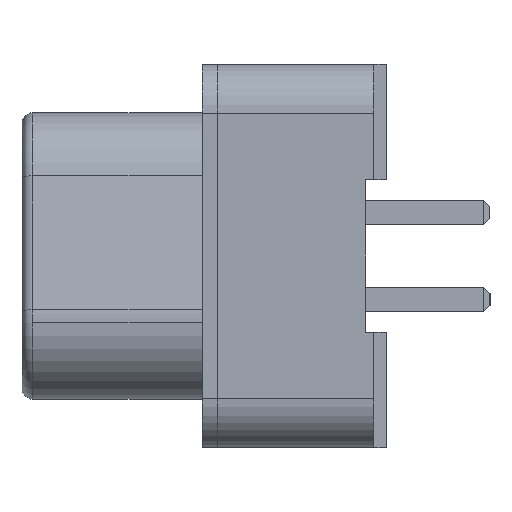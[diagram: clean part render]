
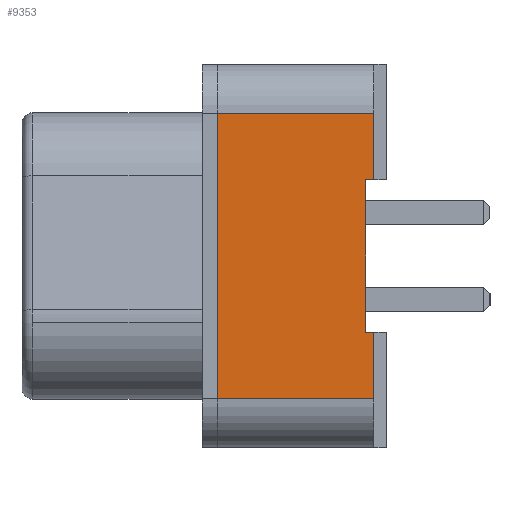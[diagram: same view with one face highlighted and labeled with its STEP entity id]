
A CAD part, left-side view. The second image highlights one B-rep face of the part: STEP entity #9353.
In plain terms, the highlighted planar face has unit normal (-1, 0, 0).
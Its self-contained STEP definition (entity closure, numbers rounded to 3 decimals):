
#167 = DIRECTION ( 'NONE',  ( 0., 0., -1. ) ) ;
#238 = CARTESIAN_POINT ( 'NONE',  ( -19.62, 0.67, 2.5 ) ) ;
#286 = ORIENTED_EDGE ( 'NONE', *, *, #1359, .F. ) ;
#305 = CARTESIAN_POINT ( 'NONE',  ( -19.62, 0.4, 6.275 ) ) ;
#434 = FACE_OUTER_BOUND ( 'NONE', #2435, .T. ) ;
#536 = EDGE_CURVE ( 'NONE', #2961, #8320, #1941, .T. ) ;
#550 = DIRECTION ( 'NONE',  ( 0., 0., -1. ) ) ;
#649 = CARTESIAN_POINT ( 'NONE',  ( -19.62, 0.4, 4.675 ) ) ;
#659 = EDGE_CURVE ( 'NONE', #9748, #5261, #5921, .T. ) ;
#772 = ORIENTED_EDGE ( 'NONE', *, *, #659, .F. ) ;
#914 = DIRECTION ( 'NONE',  ( 0., 1., 0. ) ) ;
#926 = VECTOR ( 'NONE', #167, 1000. ) ;
#1047 = VECTOR ( 'NONE', #914, 1000. ) ;
#1359 = EDGE_CURVE ( 'NONE', #5261, #8320, #5605, .T. ) ;
#1538 = CARTESIAN_POINT ( 'NONE',  ( -19.62, 0.4, 6.275 ) ) ;
#1658 = EDGE_CURVE ( 'NONE', #9748, #4831, #3630, .T. ) ;
#1776 = CARTESIAN_POINT ( 'NONE',  ( -19.62, 0.67, -2.5 ) ) ;
#1941 = LINE ( 'NONE', #8989, #3847 ) ;
#2165 = CARTESIAN_POINT ( 'NONE',  ( -19.62, 0.4, -2.5 ) ) ;
#2388 = EDGE_CURVE ( 'NONE', #6532, #2961, #10538, .T. ) ;
#2435 = EDGE_LOOP ( 'NONE', ( #286, #772, #8781, #3516, #3158, #7786, #3460, #10333 ) ) ;
#2452 = EDGE_CURVE ( 'NONE', #6532, #3064, #5451, .T. ) ;
#2621 = CARTESIAN_POINT ( 'NONE',  ( -19.62, -41.198, 4.675 ) ) ;
#2779 = DIRECTION ( 'NONE',  ( 0., -1., 0. ) ) ;
#2961 = VERTEX_POINT ( 'NONE', #10864 ) ;
#3064 = VERTEX_POINT ( 'NONE', #5374 ) ;
#3158 = ORIENTED_EDGE ( 'NONE', *, *, #5270, .T. ) ;
#3391 = DIRECTION ( 'NONE',  ( 0., 0., 1. ) ) ;
#3460 = ORIENTED_EDGE ( 'NONE', *, *, #2388, .T. ) ;
#3516 = ORIENTED_EDGE ( 'NONE', *, *, #5224, .T. ) ;
#3630 = LINE ( 'NONE', #8832, #1047 ) ;
#3847 = VECTOR ( 'NONE', #8241, 1000. ) ;
#4532 = DIRECTION ( 'NONE',  ( 0., 1., 0. ) ) ;
#4831 = VERTEX_POINT ( 'NONE', #1776 ) ;
#4950 = PLANE ( 'NONE',  #7803 ) ;
#5224 = EDGE_CURVE ( 'NONE', #4831, #11289, #10647, .T. ) ;
#5261 = VERTEX_POINT ( 'NONE', #5389 ) ;
#5270 = EDGE_CURVE ( 'NONE', #11289, #3064, #7177, .T. ) ;
#5374 = CARTESIAN_POINT ( 'NONE',  ( -19.62, 0.4, 2.5 ) ) ;
#5389 = CARTESIAN_POINT ( 'NONE',  ( -19.62, 0.4, -4.675 ) ) ;
#5451 = LINE ( 'NONE', #305, #7277 ) ;
#5605 = LINE ( 'NONE', #11155, #8619 ) ;
#5921 = LINE ( 'NONE', #1538, #926 ) ;
#6330 = CARTESIAN_POINT ( 'NONE',  ( -19.62, 5.52, -4.675 ) ) ;
#6353 = VECTOR ( 'NONE', #2779, 1000. ) ;
#6376 = DIRECTION ( 'NONE',  ( 0., 0., -1. ) ) ;
#6532 = VERTEX_POINT ( 'NONE', #649 ) ;
#6624 = CARTESIAN_POINT ( 'NONE',  ( -19.62, -41.198, 4.675 ) ) ;
#6709 = DIRECTION ( 'NONE',  ( 0., 1., 0. ) ) ;
#6913 = VECTOR ( 'NONE', #4532, 1000. ) ;
#7177 = LINE ( 'NONE', #9025, #6353 ) ;
#7277 = VECTOR ( 'NONE', #6376, 1000. ) ;
#7552 = DIRECTION ( 'NONE',  ( 1., 0., 0. ) ) ;
#7786 = ORIENTED_EDGE ( 'NONE', *, *, #2452, .F. ) ;
#7803 = AXIS2_PLACEMENT_3D ( 'NONE', #6624, #7552, #550 ) ;
#7844 = VECTOR ( 'NONE', #3391, 1000. ) ;
#8241 = DIRECTION ( 'NONE',  ( 0., 0., -1. ) ) ;
#8320 = VERTEX_POINT ( 'NONE', #6330 ) ;
#8619 = VECTOR ( 'NONE', #6709, 1000. ) ;
#8714 = CARTESIAN_POINT ( 'NONE',  ( -19.62, 0.67, 2.5 ) ) ;
#8781 = ORIENTED_EDGE ( 'NONE', *, *, #1658, .T. ) ;
#8832 = CARTESIAN_POINT ( 'NONE',  ( -19.62, 0.67, -2.5 ) ) ;
#8989 = CARTESIAN_POINT ( 'NONE',  ( -19.62, 5.52, 4.675 ) ) ;
#9025 = CARTESIAN_POINT ( 'NONE',  ( -19.62, 0.67, 2.5 ) ) ;
#9353 = ADVANCED_FACE ( 'NONE', ( #434 ), #4950, .F. ) ;
#9748 = VERTEX_POINT ( 'NONE', #2165 ) ;
#10333 = ORIENTED_EDGE ( 'NONE', *, *, #536, .T. ) ;
#10538 = LINE ( 'NONE', #2621, #6913 ) ;
#10647 = LINE ( 'NONE', #238, #7844 ) ;
#10864 = CARTESIAN_POINT ( 'NONE',  ( -19.62, 5.52, 4.675 ) ) ;
#11155 = CARTESIAN_POINT ( 'NONE',  ( -19.62, -41.198, -4.675 ) ) ;
#11289 = VERTEX_POINT ( 'NONE', #8714 ) ;
